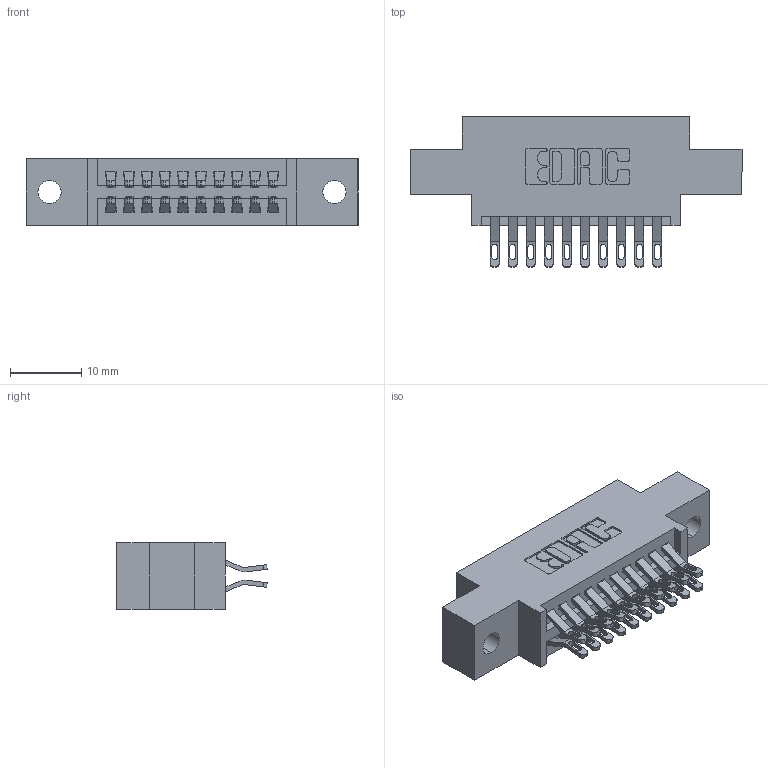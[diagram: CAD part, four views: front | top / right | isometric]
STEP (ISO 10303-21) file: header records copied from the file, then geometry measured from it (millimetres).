
FILE_DESCRIPTION (( 'STEP AP203' ), '1' );
FILE_NAME ('345-020-555-802.STEP', '2018-08-20T06:22:38', ( '' ), ( '' ), 'SwSTEP 2.0', 'SolidWorks 2016', '' );
FILE_SCHEMA (( 'CONFIG_CONTROL_DESIGN' ));
Length unit declared in the file: inch
Products named in the file (3): 345-020-555-802; 345 Part_0.170 Offset - 0.128 Dia; 345-292-001_555 Tail
Assembly tree (21 placements, depth 2):
  345-020-555-802
    345 Part_0.170 Offset - 0.128 Dia
    345-292-001_555 Tail  x20
Bounding box: 46.61 x 21.13 x 9.4 mm (x, y, z)
Volume: 4138.6 mm3; surface area: 5570.2 mm2
Topology: 21 solids, 21 shells, 1250 faces, 3893 edges, 2594 vertices
Faces by surface type: plane 704, cylinder 546
Entity records: 12615 total; most frequent: CARTESIAN_POINT 2182, ORIENTED_EDGE 2086, DIRECTION 1931, EDGE_CURVE 1043, LINE 851, VECTOR 851, VERTEX_POINT 694, AXIS2_PLACEMENT_3D 540
